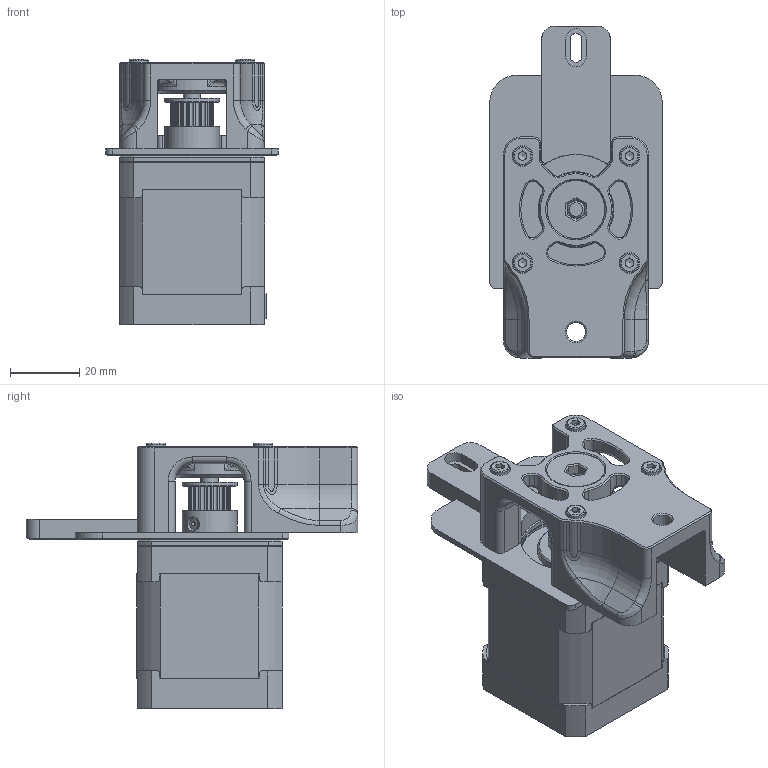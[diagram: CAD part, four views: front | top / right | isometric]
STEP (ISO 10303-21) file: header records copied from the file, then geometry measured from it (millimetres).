
FILE_DESCRIPTION(/* description */ ('STEP AP242','CAx-IF Rec.Pracs.---Representation and Presentation of Product Manufacturing Information (PMI)---4.0---2014-10-13','CAx-IF Rec.Pracs.---3D Tessellated Geometry---0.4---2014-09-14','2;1'),/* implementation_level */ '2;1');
FILE_NAME(/* name */ '66edb87330cbe1671037b3af',/* time_stamp */ '2024-09-20T18:01:25Z',/* author */ (''),/* organization */ (''),/* preprocessor_version */ 'ST-DEVELOPER v20',/* originating_system */ ' ',/* authorisation */ ' ');
FILE_SCHEMA (('AP242_MANAGED_MODEL_BASED_3D_ENGINEERING_MIM_LF { 1 0 10303 442 1 1 4 }'));
Products named in the file (12): Y Motor; Hex socket head cap screw M3x0.50 x 30; [a]_bearing_retainer; NEMA17; F695 ZZ; GT2 20T 6mm; y_motor_mount_spacer; y_motor_mount_b; y_motor_mount_a
Assembly tree (14 placements, depth 2):
  Y Motor
    Hex socket head cap screw M3x0.50 x 30  x4
    [a]_bearing_retainer
    NEMA17
    NEMA17
    F695 ZZ
    GT2 20T 6mm
    GT2 20T 6mm
    GT2 20T 6mm
    y_motor_mount_spacer
    y_motor_mount_b
    y_motor_mount_a
Bounding box: 50 x 96.2 x 77 mm (x, y, z)
Volume: 79856.2 mm3; surface area: 62366.2 mm2
Topology: 14 solids, 14 shells, 2031 faces, 6210 edges, 3875 vertices
Faces by surface type: plane 920, cylinder 841, cone 154, bspline 70, torus 46
Full cylindrical faces by diameter (mm): 2.464 x4, 2.5 x8, 2.997 x4, 3 x8, 3.4 x16, 4.991 x1, 5 x2, 5.001 x2, 5.182 x1, 5.4 x1, 5.5 x4, 5.8 x4, 6 x8, 6.5 x3, 7.468 x1, 7.81 x4, 7.823 x4, 8.141 x4, 9 x1, 11.5 x2, 12 x2, 12.103 x4, 13 x1, 13.1 x1, 13.208 x4, 15 x1, 15.1 x1, 15.999 x2, 16 x2, 16.019 x2
Entity records: 70732 total; most frequent: CARTESIAN_POINT 15642, DIRECTION 11969, ORIENTED_EDGE 11520, EDGE_CURVE 5760, AXIS2_PLACEMENT_3D 4489, VERTEX_POINT 3703, LINE 2991, VECTOR 2991
